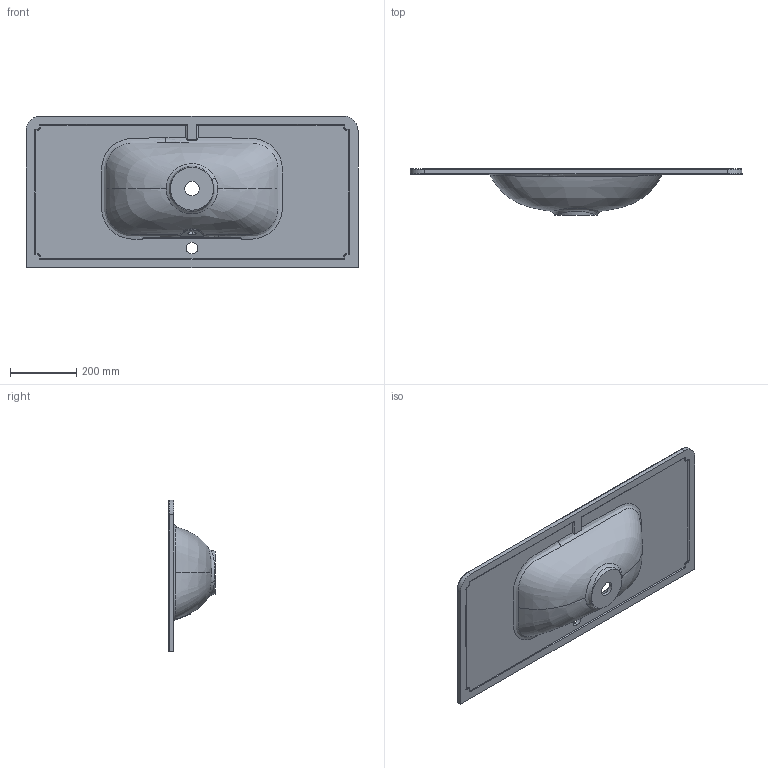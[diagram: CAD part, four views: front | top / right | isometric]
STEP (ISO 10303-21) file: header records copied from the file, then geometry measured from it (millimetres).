
FILE_DESCRIPTION (( 'STEP AP214' ), '1' );
FILE_NAME ('CAM_10_1TH_STP_V10522.STEP', '2022-05-16T13:51:30', ( '' ), ( '' ), 'SwSTEP 2.0', 'SolidWorks 2022', '' );
FILE_SCHEMA (( 'AUTOMOTIVE_DESIGN' ));
Length unit declared in the file: millimetre
Products named in the file (1): CAM_10_1TH_STP_V10522
Bounding box: 1005 x 140 x 460 mm (x, y, z)
Volume: 7111462.9 mm3; surface area: 1083429.4 mm2
Topology: 1 solids, 1 shells, 90 faces, 261 edges, 164 vertices
Faces by surface type: bspline 46, cylinder 29, plane 9, cone 4, sphere 2
Entity records: 25767 total; most frequent: CARTESIAN_POINT 23782, ORIENTED_EDGE 502, DIRECTION 282, EDGE_CURVE 251, VERTEX_POINT 164, B_SPLINE_CURVE_WITH_KNOTS 119, AXIS2_PLACEMENT_3D 111, EDGE_LOOP 97
